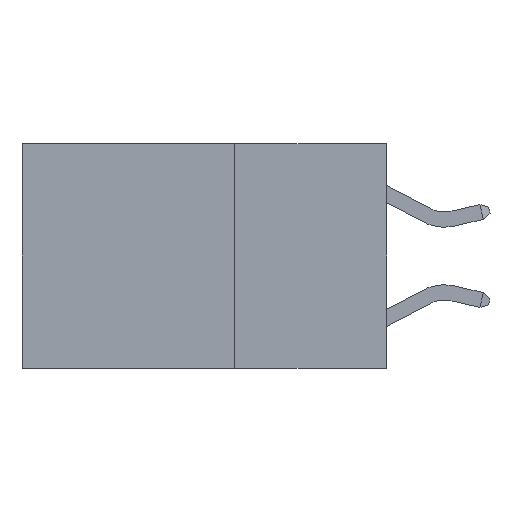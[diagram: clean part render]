
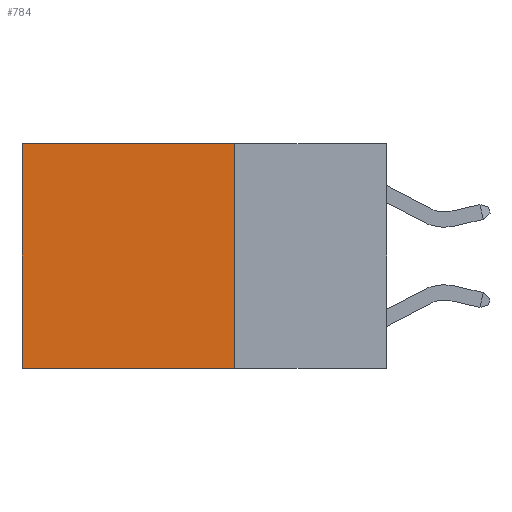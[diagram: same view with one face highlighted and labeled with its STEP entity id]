
A CAD part, left-side view. The second image highlights one B-rep face of the part: STEP entity #784.
In plain terms, the highlighted planar face has unit normal (-1, 0, 0).
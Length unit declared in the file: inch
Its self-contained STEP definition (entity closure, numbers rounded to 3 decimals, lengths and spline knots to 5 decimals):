
#491 = DIRECTION ( 'NONE',  ( 0., 0., -1. ) ) ;
#784 = ADVANCED_FACE ( 'NONE', ( #6042 ), #11703, .F. ) ;
#1000 = EDGE_CURVE ( 'NONE', #5655, #2282, #9455, .T. ) ;
#1292 = LINE ( 'NONE', #8998, #11495 ) ;
#1474 = CARTESIAN_POINT ( 'NONE',  ( 0.2625, 0.6, 0. ) ) ;
#2036 = CARTESIAN_POINT ( 'NONE',  ( 0.2625, 0.25, -0.37 ) ) ;
#2282 = VERTEX_POINT ( 'NONE', #8628 ) ;
#2283 = ORIENTED_EDGE ( 'NONE', *, *, #1000, .T. ) ;
#2426 = DIRECTION ( 'NONE',  ( 0., 1., 0. ) ) ;
#2544 = VECTOR ( 'NONE', #9556, 39.37008 ) ;
#2978 = LINE ( 'NONE', #2036, #2544 ) ;
#3237 = DIRECTION ( 'NONE',  ( 0., 0., -1. ) ) ;
#3279 = CARTESIAN_POINT ( 'NONE',  ( 0.2625, 0.25, 0. ) ) ;
#4250 = EDGE_LOOP ( 'NONE', ( #2283, #6989, #5247, #6623 ) ) ;
#4814 = DIRECTION ( 'NONE',  ( 0., 0., -1. ) ) ;
#5247 = ORIENTED_EDGE ( 'NONE', *, *, #8369, .F. ) ;
#5655 = VERTEX_POINT ( 'NONE', #1474 ) ;
#6042 = FACE_OUTER_BOUND ( 'NONE', #4250, .T. ) ;
#6594 = EDGE_CURVE ( 'NONE', #8080, #2282, #2978, .T. ) ;
#6623 = ORIENTED_EDGE ( 'NONE', *, *, #7548, .T. ) ;
#6989 = ORIENTED_EDGE ( 'NONE', *, *, #6594, .F. ) ;
#7548 = EDGE_CURVE ( 'NONE', #7772, #5655, #8899, .T. ) ;
#7772 = VERTEX_POINT ( 'NONE', #11524 ) ;
#8080 = VERTEX_POINT ( 'NONE', #10998 ) ;
#8157 = CARTESIAN_POINT ( 'NONE',  ( 0.2625, 0.25, 0. ) ) ;
#8369 = EDGE_CURVE ( 'NONE', #7772, #8080, #1292, .T. ) ;
#8628 = CARTESIAN_POINT ( 'NONE',  ( 0.2625, 0.6, -0.37 ) ) ;
#8685 = CARTESIAN_POINT ( 'NONE',  ( 0.2625, 0.6, 0. ) ) ;
#8872 = VECTOR ( 'NONE', #4814, 39.37008 ) ;
#8899 = LINE ( 'NONE', #8157, #11820 ) ;
#8998 = CARTESIAN_POINT ( 'NONE',  ( 0.2625, 0.25, 0. ) ) ;
#9455 = LINE ( 'NONE', #8685, #8872 ) ;
#9556 = DIRECTION ( 'NONE',  ( 0., 1., 0. ) ) ;
#10901 = DIRECTION ( 'NONE',  ( 1., 0., 0. ) ) ;
#10998 = CARTESIAN_POINT ( 'NONE',  ( 0.2625, 0.25, -0.37 ) ) ;
#11495 = VECTOR ( 'NONE', #491, 39.37008 ) ;
#11524 = CARTESIAN_POINT ( 'NONE',  ( 0.2625, 0.25, 0. ) ) ;
#11703 = PLANE ( 'NONE',  #11979 ) ;
#11820 = VECTOR ( 'NONE', #2426, 39.37008 ) ;
#11979 = AXIS2_PLACEMENT_3D ( 'NONE', #3279, #10901, #3237 ) ;
